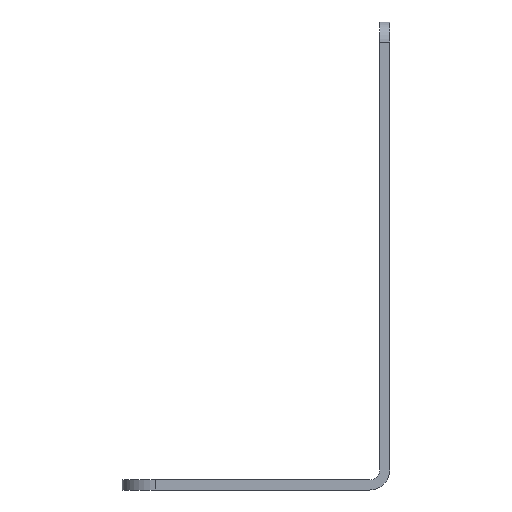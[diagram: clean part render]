
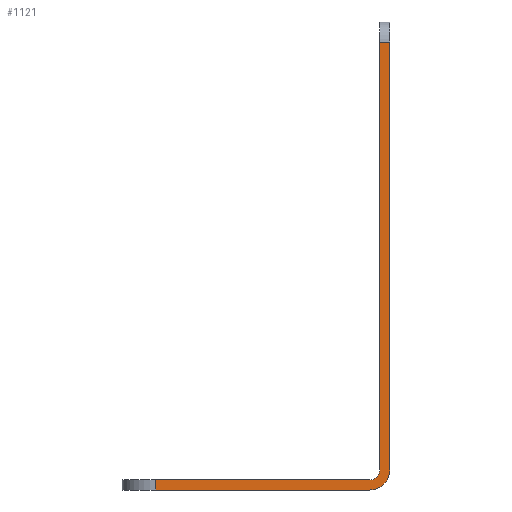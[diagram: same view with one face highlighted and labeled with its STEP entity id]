
A CAD part, left-side view. The second image highlights one B-rep face of the part: STEP entity #1121.
In plain terms, the highlighted planar face has unit normal (-1, 0, 0).
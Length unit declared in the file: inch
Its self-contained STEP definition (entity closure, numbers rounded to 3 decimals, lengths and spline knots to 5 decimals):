
#7 = EDGE_CURVE ( 'NONE', #682, #112, #1228, .T. ) ;
#10 = AXIS2_PLACEMENT_3D ( 'NONE', #486, #1314, #599 ) ;
#17 = ORIENTED_EDGE ( 'NONE', *, *, #929, .F. ) ;
#73 = DIRECTION ( 'NONE',  ( 0., 0., -1. ) ) ;
#111 = ORIENTED_EDGE ( 'NONE', *, *, #829, .F. ) ;
#112 = VERTEX_POINT ( 'NONE', #236 ) ;
#120 = AXIS2_PLACEMENT_3D ( 'NONE', #126, #1546, #1248 ) ;
#126 = CARTESIAN_POINT ( 'NONE',  ( 0., 1.5748, 0.05906 ) ) ;
#202 = VECTOR ( 'NONE', #73, 39.37008 ) ;
#236 = CARTESIAN_POINT ( 'NONE',  ( 0., 0., 2.6378 ) ) ;
#276 = ORIENTED_EDGE ( 'NONE', *, *, #820, .F. ) ;
#277 = AXIS2_PLACEMENT_3D ( 'NONE', #1315, #1301, #1237 ) ;
#322 = LINE ( 'NONE', #1090, #202 ) ;
#330 = VECTOR ( 'NONE', #996, 39.37008 ) ;
#354 = DIRECTION ( 'NONE',  ( 0., 0., 1. ) ) ;
#473 = CARTESIAN_POINT ( 'NONE',  ( 0., 1.37795, 0.05906 ) ) ;
#486 = CARTESIAN_POINT ( 'NONE',  ( 0., 0.11811, 0.11811 ) ) ;
#502 = CARTESIAN_POINT ( 'NONE',  ( 0., 0.05906, 2.6378 ) ) ;
#528 = ORIENTED_EDGE ( 'NONE', *, *, #807, .F. ) ;
#533 = DIRECTION ( 'NONE',  ( 0., -1., 0. ) ) ;
#537 = LINE ( 'NONE', #1075, #330 ) ;
#544 = CARTESIAN_POINT ( 'NONE',  ( 0., 1.5748, 2.6378 ) ) ;
#556 = VECTOR ( 'NONE', #1181, 39.37008 ) ;
#599 = DIRECTION ( 'NONE',  ( 0., 0., -1. ) ) ;
#614 = ORIENTED_EDGE ( 'NONE', *, *, #1553, .T. ) ;
#630 = CARTESIAN_POINT ( 'NONE',  ( 0., 1.37795, 0.05906 ) ) ;
#650 = VECTOR ( 'NONE', #1509, 39.37008 ) ;
#677 = VERTEX_POINT ( 'NONE', #1252 ) ;
#682 = VERTEX_POINT ( 'NONE', #502 ) ;
#698 = VERTEX_POINT ( 'NONE', #1023 ) ;
#700 = CIRCLE ( 'NONE', #10, 0.05906 ) ;
#707 = LINE ( 'NONE', #1196, #556 ) ;
#720 = CARTESIAN_POINT ( 'NONE',  ( 0., 0.05906, 2.75591 ) ) ;
#761 = LINE ( 'NONE', #720, #650 ) ;
#766 = VERTEX_POINT ( 'NONE', #1427 ) ;
#782 = VERTEX_POINT ( 'NONE', #1526 ) ;
#807 = EDGE_CURVE ( 'NONE', #782, #1501, #1002, .T. ) ;
#816 = ORIENTED_EDGE ( 'NONE', *, *, #1540, .T. ) ;
#820 = EDGE_CURVE ( 'NONE', #698, #677, #846, .T. ) ;
#823 = EDGE_CURVE ( 'NONE', #677, #782, #707, .T. ) ;
#829 = EDGE_CURVE ( 'NONE', #1501, #766, #537, .T. ) ;
#846 = CIRCLE ( 'NONE', #277, 0.11811 ) ;
#908 = CARTESIAN_POINT ( 'NONE',  ( 0., 0.05906, 0.11811 ) ) ;
#929 = EDGE_CURVE ( 'NONE', #112, #698, #322, .T. ) ;
#982 = VECTOR ( 'NONE', #354, 39.37008 ) ;
#996 = DIRECTION ( 'NONE',  ( 0., -1., 0. ) ) ;
#1002 = LINE ( 'NONE', #630, #982 ) ;
#1023 = CARTESIAN_POINT ( 'NONE',  ( 0., 0., 0.11811 ) ) ;
#1042 = EDGE_LOOP ( 'NONE', ( #276, #17, #1550, #816, #614, #111, #528, #1192 ) ) ;
#1075 = CARTESIAN_POINT ( 'NONE',  ( 0., 1.5748, 0.05906 ) ) ;
#1090 = CARTESIAN_POINT ( 'NONE',  ( 0., 0., 0.05906 ) ) ;
#1121 = ADVANCED_FACE ( 'NONE', ( #1287 ), #1131, .F. ) ;
#1131 = PLANE ( 'NONE',  #120 ) ;
#1181 = DIRECTION ( 'NONE',  ( 0., 1., 0. ) ) ;
#1192 = ORIENTED_EDGE ( 'NONE', *, *, #823, .F. ) ;
#1196 = CARTESIAN_POINT ( 'NONE',  ( 0., 1.5748, 0. ) ) ;
#1202 = VERTEX_POINT ( 'NONE', #908 ) ;
#1228 = LINE ( 'NONE', #544, #1277 ) ;
#1237 = DIRECTION ( 'NONE',  ( 0., 0., -1. ) ) ;
#1248 = DIRECTION ( 'NONE',  ( 0., 1., 0. ) ) ;
#1252 = CARTESIAN_POINT ( 'NONE',  ( 0., 0.11811, 0. ) ) ;
#1277 = VECTOR ( 'NONE', #533, 39.37008 ) ;
#1287 = FACE_OUTER_BOUND ( 'NONE', #1042, .T. ) ;
#1301 = DIRECTION ( 'NONE',  ( 1., 0., 0. ) ) ;
#1314 = DIRECTION ( 'NONE',  ( 1., 0., 0. ) ) ;
#1315 = CARTESIAN_POINT ( 'NONE',  ( 0., 0.11811, 0.11811 ) ) ;
#1427 = CARTESIAN_POINT ( 'NONE',  ( 0., 0.11811, 0.05906 ) ) ;
#1501 = VERTEX_POINT ( 'NONE', #473 ) ;
#1509 = DIRECTION ( 'NONE',  ( 0., 0., -1. ) ) ;
#1526 = CARTESIAN_POINT ( 'NONE',  ( 0., 1.37795, 0. ) ) ;
#1540 = EDGE_CURVE ( 'NONE', #682, #1202, #761, .T. ) ;
#1546 = DIRECTION ( 'NONE',  ( 1., 0., 0. ) ) ;
#1550 = ORIENTED_EDGE ( 'NONE', *, *, #7, .F. ) ;
#1553 = EDGE_CURVE ( 'NONE', #1202, #766, #700, .T. ) ;
